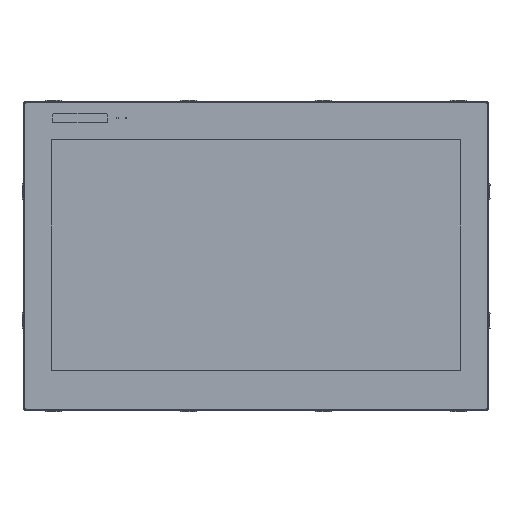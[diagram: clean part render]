
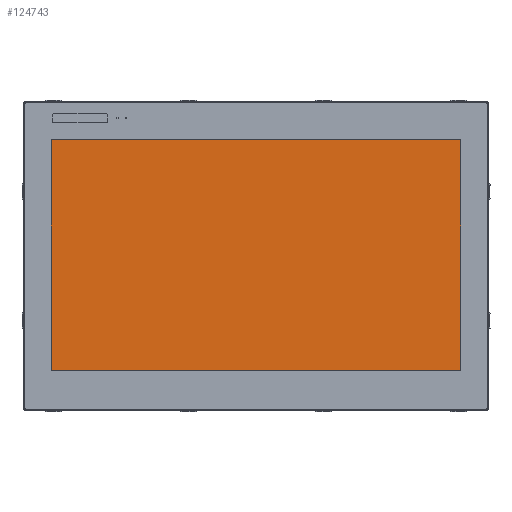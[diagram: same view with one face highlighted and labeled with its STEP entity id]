
A CAD part, top view. The second image highlights one B-rep face of the part: STEP entity #124743.
In plain terms, the highlighted planar face has unit normal (0, 0, 1).
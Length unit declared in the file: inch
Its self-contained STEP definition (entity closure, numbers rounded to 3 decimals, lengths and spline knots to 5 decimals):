
#1929 = LINE ( 'NONE', #3898, #120157 ) ;
#3898 = CARTESIAN_POINT ( 'NONE',  ( 20.05851, 1.87735, 0.34827 ) ) ;
#8421 = VERTEX_POINT ( 'NONE', #51741 ) ;
#9251 = AXIS2_PLACEMENT_3D ( 'NONE', #187148, #154072, #47841 ) ;
#18007 = CARTESIAN_POINT ( 'NONE',  ( 20.01914, 12.37341, 0.34827 ) ) ;
#20535 = CARTESIAN_POINT ( 'NONE',  ( 1.27898, 12.37341, 0.34827 ) ) ;
#20822 = CARTESIAN_POINT ( 'NONE',  ( 1.27898, 1.87735, 0.34827 ) ) ;
#22065 = VERTEX_POINT ( 'NONE', #110197 ) ;
#26677 = VECTOR ( 'NONE', #142848, 39.37008 ) ;
#30607 = AXIS2_PLACEMENT_3D ( 'NONE', #155122, #77995, #93060 ) ;
#31363 = CARTESIAN_POINT ( 'NONE',  ( 1.31835, 1.87735, 0.34827 ) ) ;
#40881 = CARTESIAN_POINT ( 'NONE',  ( 1.31835, 12.41278, 0.34827 ) ) ;
#45875 = ORIENTED_EDGE ( 'NONE', *, *, #111126, .T. ) ;
#46375 = EDGE_CURVE ( 'NONE', #167145, #8421, #143650, .T. ) ;
#47841 = DIRECTION ( 'NONE',  ( 1., 0., 0. ) ) ;
#51472 = CARTESIAN_POINT ( 'NONE',  ( 1.31835, 12.37341, 0.34827 ) ) ;
#51741 = CARTESIAN_POINT ( 'NONE',  ( 1.31835, 1.83798, 0.34827 ) ) ;
#54836 = CARTESIAN_POINT ( 'NONE',  ( 20.05851, 1.87735, 0.34827 ) ) ;
#55066 = CARTESIAN_POINT ( 'NONE',  ( 20.01914, 12.41278, 0.34827 ) ) ;
#59984 = ORIENTED_EDGE ( 'NONE', *, *, #100655, .T. ) ;
#61504 = CIRCLE ( 'NONE', #173516, 0.03937 ) ;
#66193 = ORIENTED_EDGE ( 'NONE', *, *, #105746, .T. ) ;
#77995 = DIRECTION ( 'NONE',  ( 0., 0., 1. ) ) ;
#82662 = DIRECTION ( 'NONE',  ( 1., 0., 0. ) ) ;
#84266 = ORIENTED_EDGE ( 'NONE', *, *, #84406, .T. ) ;
#84406 = EDGE_CURVE ( 'NONE', #97075, #167145, #157857, .T. ) ;
#84986 = CARTESIAN_POINT ( 'NONE',  ( 20.01914, 12.41278, 0.34827 ) ) ;
#86625 = EDGE_CURVE ( 'NONE', #140968, #180487, #1929, .T. ) ;
#90583 = DIRECTION ( 'NONE',  ( 1., 0., 0. ) ) ;
#91553 = DIRECTION ( 'NONE',  ( 0., 0., 1. ) ) ;
#93060 = DIRECTION ( 'NONE',  ( 1., 0., 0. ) ) ;
#96754 = EDGE_CURVE ( 'NONE', #8421, #22065, #120406, .T. ) ;
#97075 = VERTEX_POINT ( 'NONE', #126472 ) ;
#100655 = EDGE_CURVE ( 'NONE', #180487, #117177, #124662, .T. ) ;
#104712 = EDGE_CURVE ( 'NONE', #117177, #197826, #192444, .T. ) ;
#104922 = CARTESIAN_POINT ( 'NONE',  ( 20.05851, 12.37341, 0.34827 ) ) ;
#105746 = EDGE_CURVE ( 'NONE', #197826, #97075, #61504, .T. ) ;
#109734 = ORIENTED_EDGE ( 'NONE', *, *, #104712, .T. ) ;
#110197 = CARTESIAN_POINT ( 'NONE',  ( 20.01914, 1.83798, 0.34827 ) ) ;
#111126 = EDGE_CURVE ( 'NONE', #22065, #140968, #181036, .T. ) ;
#111808 = AXIS2_PLACEMENT_3D ( 'NONE', #31363, #91553, #90583 ) ;
#117177 = VERTEX_POINT ( 'NONE', #84986 ) ;
#120157 = VECTOR ( 'NONE', #126210, 39.37008 ) ;
#120406 = LINE ( 'NONE', #133415, #169878 ) ;
#124662 = CIRCLE ( 'NONE', #9251, 0.03937 ) ;
#124743 = ADVANCED_FACE ( 'NONE', ( #154378 ), #167477, .T. ) ;
#126210 = DIRECTION ( 'NONE',  ( 0., 1., 0. ) ) ;
#126472 = CARTESIAN_POINT ( 'NONE',  ( 1.27898, 12.37341, 0.34827 ) ) ;
#128674 = DIRECTION ( 'NONE',  ( 1., 0., 0. ) ) ;
#133415 = CARTESIAN_POINT ( 'NONE',  ( 1.31835, 1.83798, 0.34827 ) ) ;
#140968 = VERTEX_POINT ( 'NONE', #54836 ) ;
#142848 = DIRECTION ( 'NONE',  ( 0., -1., 0. ) ) ;
#143650 = CIRCLE ( 'NONE', #111808, 0.03937 ) ;
#154072 = DIRECTION ( 'NONE',  ( 0., 0., 1. ) ) ;
#154378 = FACE_OUTER_BOUND ( 'NONE', #169396, .T. ) ;
#155122 = CARTESIAN_POINT ( 'NONE',  ( 20.01914, 1.87735, 0.34827 ) ) ;
#157857 = LINE ( 'NONE', #20535, #26677 ) ;
#162324 = DIRECTION ( 'NONE',  ( -1., 0., 0. ) ) ;
#167145 = VERTEX_POINT ( 'NONE', #20822 ) ;
#167477 = PLANE ( 'NONE',  #194951 ) ;
#169396 = EDGE_LOOP ( 'NONE', ( #59984, #109734, #66193, #84266, #173449, #172290, #45875, #170178 ) ) ;
#169878 = VECTOR ( 'NONE', #82662, 39.37008 ) ;
#170178 = ORIENTED_EDGE ( 'NONE', *, *, #86625, .T. ) ;
#170452 = DIRECTION ( 'NONE',  ( 0., 0., 1. ) ) ;
#172290 = ORIENTED_EDGE ( 'NONE', *, *, #96754, .T. ) ;
#173242 = VECTOR ( 'NONE', #162324, 39.37008 ) ;
#173449 = ORIENTED_EDGE ( 'NONE', *, *, #46375, .T. ) ;
#173516 = AXIS2_PLACEMENT_3D ( 'NONE', #51472, #173782, #128674 ) ;
#173782 = DIRECTION ( 'NONE',  ( 0., 0., 1. ) ) ;
#180487 = VERTEX_POINT ( 'NONE', #104922 ) ;
#181036 = CIRCLE ( 'NONE', #30607, 0.03937 ) ;
#184506 = DIRECTION ( 'NONE',  ( 1., 0., 0. ) ) ;
#187148 = CARTESIAN_POINT ( 'NONE',  ( 20.01914, 12.37341, 0.34827 ) ) ;
#192444 = LINE ( 'NONE', #55066, #173242 ) ;
#194951 = AXIS2_PLACEMENT_3D ( 'NONE', #18007, #170452, #184506 ) ;
#197826 = VERTEX_POINT ( 'NONE', #40881 ) ;
